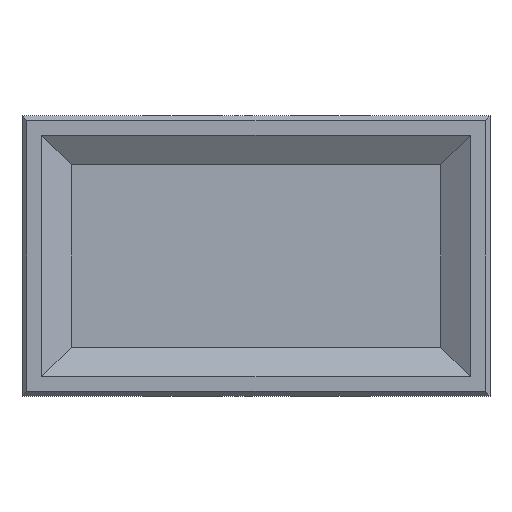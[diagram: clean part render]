
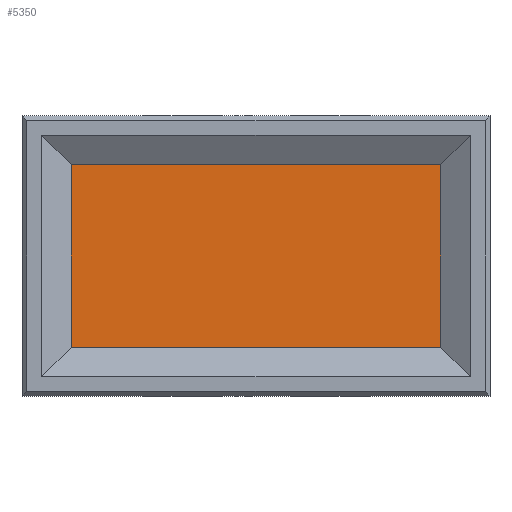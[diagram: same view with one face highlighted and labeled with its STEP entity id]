
A CAD part, front view. The second image highlights one B-rep face of the part: STEP entity #5350.
In plain terms, the highlighted planar face has unit normal (0, -1, 0).
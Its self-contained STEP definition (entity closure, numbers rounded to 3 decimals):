
#242=FACE_OUTER_BOUND('',#527,.T.);
#527=EDGE_LOOP('',(#3953,#3954,#3955,#3956));
#830=LINE('',#7579,#1538);
#901=LINE('',#7718,#1609);
#972=LINE('',#7854,#1680);
#979=LINE('',#7869,#1687);
#1538=VECTOR('',#6102,10.);
#1609=VECTOR('',#6219,10.);
#1680=VECTOR('',#6338,10.);
#1687=VECTOR('',#6357,10.);
#2219=VERTEX_POINT('',#7576);
#2220=VERTEX_POINT('',#7578);
#2265=VERTEX_POINT('',#7717);
#2306=VERTEX_POINT('',#7852);
#2770=EDGE_CURVE('',#2219,#2220,#830,.T.);
#2841=EDGE_CURVE('',#2265,#2220,#901,.T.);
#2912=EDGE_CURVE('',#2219,#2306,#972,.T.);
#2919=EDGE_CURVE('',#2306,#2265,#979,.T.);
#3953=ORIENTED_EDGE('',*,*,#2912,.T.);
#3954=ORIENTED_EDGE('',*,*,#2919,.T.);
#3955=ORIENTED_EDGE('',*,*,#2841,.T.);
#3956=ORIENTED_EDGE('',*,*,#2770,.F.);
#5111=PLANE('',#5650);
#5350=ADVANCED_FACE('',(#242),#5111,.F.);
#5650=AXIS2_PLACEMENT_3D('',#7868,#6355,#6356);
#6102=DIRECTION('',(1.,0.,0.));
#6219=DIRECTION('',(0.,0.,1.));
#6338=DIRECTION('',(0.,0.,-1.));
#6355=DIRECTION('center_axis',(0.,1.,0.));
#6356=DIRECTION('ref_axis',(0.,0.,1.));
#6357=DIRECTION('',(1.,0.,0.));
#7576=CARTESIAN_POINT('',(-18.75,-0.75,9.25));
#7578=CARTESIAN_POINT('',(18.75,-0.75,9.25));
#7579=CARTESIAN_POINT('',(-10.875,-0.75,9.25));
#7717=CARTESIAN_POINT('',(18.75,-0.75,-9.25));
#7718=CARTESIAN_POINT('',(18.75,-0.75,-6.125));
#7852=CARTESIAN_POINT('',(-18.75,-0.75,-9.25));
#7854=CARTESIAN_POINT('',(-18.75,-0.75,6.125));
#7868=CARTESIAN_POINT('Origin',(0.,-0.75,0.));
#7869=CARTESIAN_POINT('',(-10.875,-0.75,-9.25));
